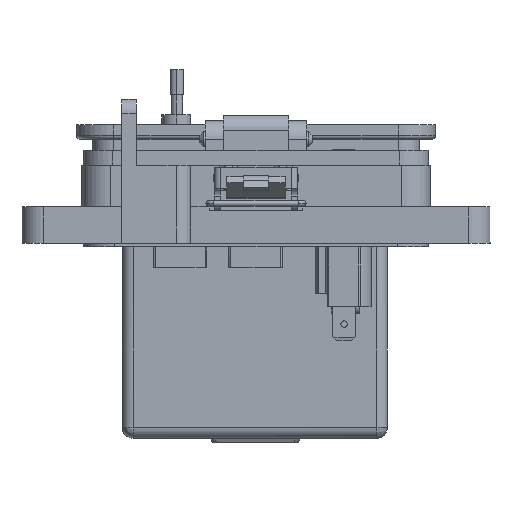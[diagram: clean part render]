
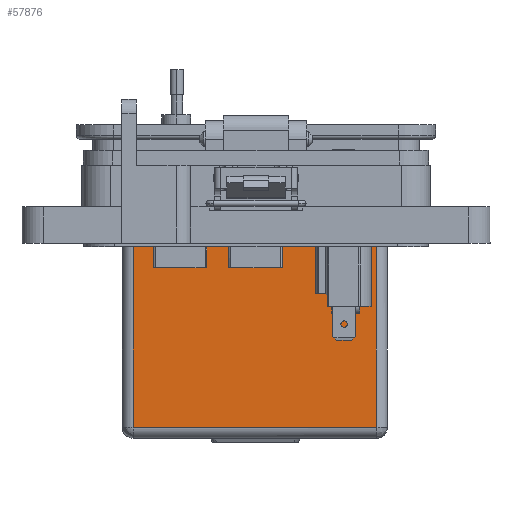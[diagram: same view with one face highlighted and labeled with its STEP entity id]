
A CAD part, front view. The second image highlights one B-rep face of the part: STEP entity #57876.
In plain terms, the highlighted planar face has unit normal (0, -1, 0).
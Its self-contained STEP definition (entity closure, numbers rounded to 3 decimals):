
#3183 = CARTESIAN_POINT ( 'NONE',  ( -5.093, -45.612, -65.552 ) ) ;
#3542 = DIRECTION ( 'NONE',  ( 0., 0., -1. ) ) ;
#4064 = VERTEX_POINT ( 'NONE', #65744 ) ;
#6050 = EDGE_CURVE ( 'NONE', #78619, #4064, #32497, .T. ) ;
#8710 = FACE_OUTER_BOUND ( 'NONE', #94614, .T. ) ;
#9694 = CARTESIAN_POINT ( 'NONE',  ( -72.146, -45.612, -65.552 ) ) ;
#9751 = VERTEX_POINT ( 'NONE', #71905 ) ;
#10867 = AXIS2_PLACEMENT_3D ( 'NONE', #25374, #84229, #33822 ) ;
#19297 = DIRECTION ( 'NONE',  ( -1., 0., 0. ) ) ;
#20540 = LINE ( 'NONE', #25936, #107481 ) ;
#25374 = CARTESIAN_POINT ( 'NONE',  ( -5.093, -45.612, -65.552 ) ) ;
#25615 = LINE ( 'NONE', #9694, #70309 ) ;
#25936 = CARTESIAN_POINT ( 'NONE',  ( -21.856, -45.612, -62.522 ) ) ;
#27755 = CARTESIAN_POINT ( 'NONE',  ( -72.146, -45.612, -12.212 ) ) ;
#29826 = VECTOR ( 'NONE', #3542, 1000. ) ;
#30797 = ORIENTED_EDGE ( 'NONE', *, *, #100553, .T. ) ;
#32497 = LINE ( 'NONE', #3183, #29826 ) ;
#33822 = DIRECTION ( 'NONE',  ( 1., 0., 0. ) ) ;
#51454 = VECTOR ( 'NONE', #19297, 1000. ) ;
#57876 = ADVANCED_FACE ( 'NONE', ( #8710 ), #100840, .T. ) ;
#65449 = ORIENTED_EDGE ( 'NONE', *, *, #94395, .F. ) ;
#65744 = CARTESIAN_POINT ( 'NONE',  ( -5.093, -45.612, -62.522 ) ) ;
#70309 = VECTOR ( 'NONE', #93153, 1000. ) ;
#71905 = CARTESIAN_POINT ( 'NONE',  ( -72.146, -45.612, -62.522 ) ) ;
#73871 = LINE ( 'NONE', #86210, #51454 ) ;
#78619 = VERTEX_POINT ( 'NONE', #78982 ) ;
#78982 = CARTESIAN_POINT ( 'NONE',  ( -5.093, -45.612, -12.212 ) ) ;
#84229 = DIRECTION ( 'NONE',  ( 0., -1., 0. ) ) ;
#86210 = CARTESIAN_POINT ( 'NONE',  ( -2.825, -45.612, -12.212 ) ) ;
#93153 = DIRECTION ( 'NONE',  ( 0., 0., 1. ) ) ;
#93242 = DIRECTION ( 'NONE',  ( -1., 0., 0. ) ) ;
#93897 = EDGE_CURVE ( 'NONE', #4064, #9751, #20540, .T. ) ;
#94395 = EDGE_CURVE ( 'NONE', #9751, #104634, #25615, .T. ) ;
#94614 = EDGE_LOOP ( 'NONE', ( #30797, #65449, #98786, #108585 ) ) ;
#98786 = ORIENTED_EDGE ( 'NONE', *, *, #93897, .F. ) ;
#100553 = EDGE_CURVE ( 'NONE', #78619, #104634, #73871, .T. ) ;
#100840 = PLANE ( 'NONE',  #10867 ) ;
#104634 = VERTEX_POINT ( 'NONE', #27755 ) ;
#107481 = VECTOR ( 'NONE', #93242, 1000. ) ;
#108585 = ORIENTED_EDGE ( 'NONE', *, *, #6050, .F. ) ;
